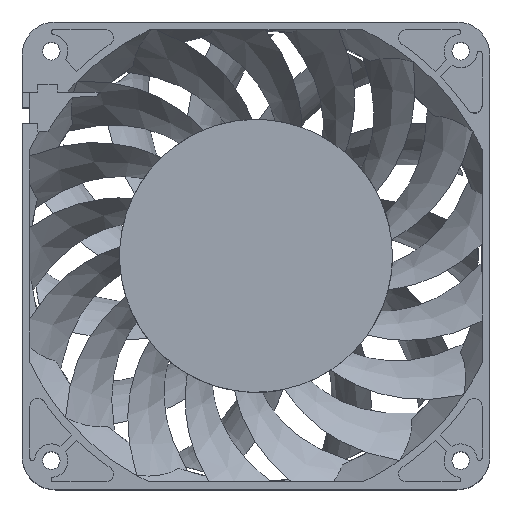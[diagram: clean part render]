
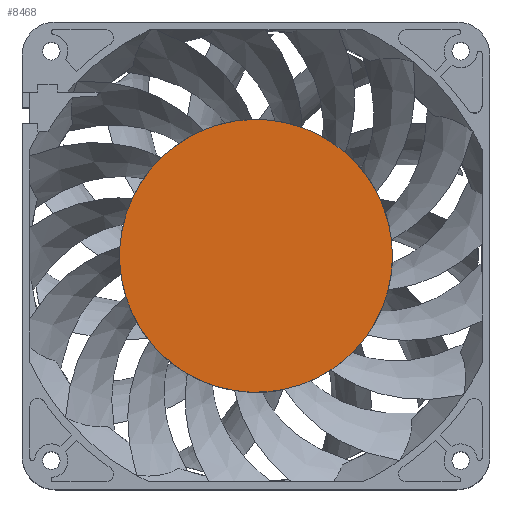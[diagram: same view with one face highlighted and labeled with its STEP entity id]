
A CAD part, top view. The second image highlights one B-rep face of the part: STEP entity #8468.
In plain terms, the highlighted planar face has unit normal (0, 0, 1).
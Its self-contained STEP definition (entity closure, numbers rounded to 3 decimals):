
#897=CARTESIAN_POINT('',(-13.508,32.288,13.993));
#1304=CARTESIAN_POINT('',(-17.628,-30.237,
13.993));
#1398=CARTESIAN_POINT('',(28.481,-20.343,13.993));
#1453=CARTESIAN_POINT('',(33.907,-8.677,13.993));
#1549=CARTESIAN_POINT('',(34.752,4.158,13.993));
#1627=CARTESIAN_POINT('',(30.904,16.43,13.993));
#1712=CARTESIAN_POINT('',(22.882,26.484,13.993));
#1808=CARTESIAN_POINT('',(11.77,32.962,13.993));
#1907=CARTESIAN_POINT('',(-0.932,34.988,
13.993));
#2095=CARTESIAN_POINT('',(19.209,-29.258,13.993));
#2151=CARTESIAN_POINT('',(0.,0.,13.993));
#2152=DIRECTION('',(0.,0.,-1.));
#2153=DIRECTION('',(0.969,-0.248,0.));
#2154=AXIS2_PLACEMENT_3D('',#2151,#2152,#2153);
#2156=CARTESIAN_POINT('',(0.,0.,13.993));
#2157=DIRECTION('',(0.,0.,-1.));
#2158=DIRECTION('',(0.814,-0.581,0.));
#2159=AXIS2_PLACEMENT_3D('',#2156,#2157,#2158);
#2161=CARTESIAN_POINT('',(0.,0.,13.993));
#2162=DIRECTION('',(0.,0.,-1.));
#2163=DIRECTION('',(0.707,-0.707,0.));
#2164=AXIS2_PLACEMENT_3D('',#2161,#2162,#2163);
#2166=CARTESIAN_POINT('',(0.,0.,13.993));
#2167=DIRECTION('',(0.,0.,-1.));
#2168=DIRECTION('',(0.549,-0.836,0.));
#2169=AXIS2_PLACEMENT_3D('',#2166,#2167,#2168);
#2171=CARTESIAN_POINT('',(0.,0.,13.993));
#2172=DIRECTION('',(0.,0.,-1.));
#2173=DIRECTION('',(0.21,-0.978,0.));
#2174=AXIS2_PLACEMENT_3D('',#2171,#2172,#2173);
#2176=CARTESIAN_POINT('',(0.,0.,13.993));
#2177=DIRECTION('',(0.,0.,-1.));
#2178=DIRECTION('',(-0.158,-0.988,0.));
#2179=AXIS2_PLACEMENT_3D('',#2176,#2177,#2178);
#2181=CARTESIAN_POINT('',(0.,0.,13.993));
#2182=DIRECTION('',(0.,0.,-1.));
#2183=DIRECTION('',(-0.504,-0.864,0.));
#2184=AXIS2_PLACEMENT_3D('',#2181,#2182,#2183);
#2186=CARTESIAN_POINT('',(0.,0.,13.993));
#2187=DIRECTION('',(0.,0.,-1.));
#2188=DIRECTION('',(-0.782,-0.624,0.));
#2189=AXIS2_PLACEMENT_3D('',#2186,#2187,#2188);
#2191=CARTESIAN_POINT('',(0.,0.,13.993));
#2192=DIRECTION('',(0.,0.,-1.));
#2193=DIRECTION('',(-0.954,-0.299,0.));
#2194=AXIS2_PLACEMENT_3D('',#2191,#2192,#2193);
#2196=CARTESIAN_POINT('',(0.,0.,13.993));
#2197=DIRECTION('',(0.,0.,-1.));
#2198=DIRECTION('',(-0.998,0.066,0.));
#2199=AXIS2_PLACEMENT_3D('',#2196,#2197,#2198);
#2201=CARTESIAN_POINT('',(0.,0.,13.993));
#2202=DIRECTION('',(0.,0.,-1.));
#2203=DIRECTION('',(-0.907,0.422,0.));
#2204=AXIS2_PLACEMENT_3D('',#2201,#2202,#2203);
#2206=CARTESIAN_POINT('',(0.,0.,13.993));
#2207=DIRECTION('',(0.,0.,-1.));
#2208=DIRECTION('',(-0.707,0.707,0.));
#2209=AXIS2_PLACEMENT_3D('',#2206,#2207,#2208);
#2211=CARTESIAN_POINT('',(0.,0.,13.993));
#2212=DIRECTION('',(0.,0.,-1.));
#2213=DIRECTION('',(-0.693,0.721,0.));
#2214=AXIS2_PLACEMENT_3D('',#2211,#2212,#2213);
#2216=CARTESIAN_POINT('',(0.,0.,13.993));
#2217=DIRECTION('',(0.,0.,-1.));
#2218=DIRECTION('',(-0.386,0.923,0.));
#2219=AXIS2_PLACEMENT_3D('',#2216,#2217,#2218);
#2221=CARTESIAN_POINT('',(0.,0.,13.993));
#2222=DIRECTION('',(0.,0.,-1.));
#2223=DIRECTION('',(-0.027,1.,0.));
#2224=AXIS2_PLACEMENT_3D('',#2221,#2222,#2223);
#2226=CARTESIAN_POINT('',(0.,0.,13.993));
#2227=DIRECTION('',(0.,0.,-1.));
#2228=DIRECTION('',(0.336,0.942,0.));
#2229=AXIS2_PLACEMENT_3D('',#2226,#2227,#2228);
#2231=CARTESIAN_POINT('',(0.,0.,13.993));
#2232=DIRECTION('',(0.,0.,-1.));
#2233=DIRECTION('',(0.654,0.757,0.));
#2234=AXIS2_PLACEMENT_3D('',#2231,#2232,#2233);
#2236=CARTESIAN_POINT('',(0.,0.,13.993));
#2237=DIRECTION('',(0.,0.,-1.));
#2238=DIRECTION('',(0.883,0.469,0.));
#2239=AXIS2_PLACEMENT_3D('',#2236,#2237,#2238);
#2241=CARTESIAN_POINT('',(0.,0.,13.993));
#2242=DIRECTION('',(0.,0.,-1.));
#2243=DIRECTION('',(0.993,0.119,0.));
#2244=AXIS2_PLACEMENT_3D('',#2241,#2242,#2243);
#5205=VERTEX_POINT('',#897);
#5343=VERTEX_POINT('',#1304);
#5403=VERTEX_POINT('',#1398);
#5408=VERTEX_POINT('',#1453);
#5412=VERTEX_POINT('',#1549);
#5415=VERTEX_POINT('',#1627);
#5419=VERTEX_POINT('',#1712);
#5424=VERTEX_POINT('',#1808);
#5429=VERTEX_POINT('',#1907);
#5431=CARTESIAN_POINT('',(-24.259,25.229,13.993));
#5432=VERTEX_POINT('',#5431);
#5438=CARTESIAN_POINT('',(24.749,-24.749,13.993));
#5439=VERTEX_POINT('',#5438);
#5441=VERTEX_POINT('',#2095);
#5446=CARTESIAN_POINT('',(-24.749,24.749,13.993));
#5447=VERTEX_POINT('',#5446);
#5448=CARTESIAN_POINT('',(-31.735,14.762,13.993));
#5449=VERTEX_POINT('',#5448);
#5451=CARTESIAN_POINT('',(-34.924,2.301,13.993));
#5452=VERTEX_POINT('',#5451);
#5454=CARTESIAN_POINT('',(-33.397,-10.47,
13.993));
#5455=VERTEX_POINT('',#5454);
#5457=CARTESIAN_POINT('',(-27.36,-21.827,
13.993));
#5458=VERTEX_POINT('',#5457);
#5460=CARTESIAN_POINT('',(-5.515,-34.563,
13.993));
#5461=VERTEX_POINT('',#5460);
#5463=CARTESIAN_POINT('',(7.343,-34.221,13.993));
#5464=VERTEX_POINT('',#5463);
#8442=CARTESIAN_POINT('',(0.,0.,13.993));
#8443=DIRECTION('',(0.,0.,1.));
#8444=DIRECTION('',(-0.707,0.707,0.));
#8445=AXIS2_PLACEMENT_3D('',#8442,#8443,#8444);
#8446=PLANE('',#8445);
#8447=ORIENTED_EDGE('',*,*,#8122,.T.);
#8448=ORIENTED_EDGE('',*,*,#8160,.T.);
#8449=ORIENTED_EDGE('',*,*,#8382,.T.);
#8450=ORIENTED_EDGE('',*,*,#8437,.T.);
#8451=ORIENTED_EDGE('',*,*,#8431,.T.);
#8452=ORIENTED_EDGE('',*,*,#8425,.T.);
#8453=ORIENTED_EDGE('',*,*,#8420,.T.);
#8454=ORIENTED_EDGE('',*,*,#8414,.T.);
#8455=ORIENTED_EDGE('',*,*,#8408,.T.);
#8456=ORIENTED_EDGE('',*,*,#8402,.T.);
#8457=ORIENTED_EDGE('',*,*,#8396,.T.);
#8458=ORIENTED_EDGE('',*,*,#8394,.T.);
#8459=ORIENTED_EDGE('',*,*,#8150,.T.);
#8460=ORIENTED_EDGE('',*,*,#8146,.T.);
#8461=ORIENTED_EDGE('',*,*,#8142,.T.);
#8462=ORIENTED_EDGE('',*,*,#8138,.T.);
#8463=ORIENTED_EDGE('',*,*,#8134,.T.);
#8464=ORIENTED_EDGE('',*,*,#8130,.T.);
#8465=ORIENTED_EDGE('',*,*,#8126,.T.);
#8466=EDGE_LOOP('',(#8447,#8448,#8449,#8450,#8451,#8452,#8453,#8454,#8455,#8456,
#8457,#8458,#8459,#8460,#8461,#8462,#8463,#8464,#8465));
#8467=FACE_OUTER_BOUND('',#8466,.F.);
#8468=ADVANCED_FACE('',(#8467),#8446,.T.);
#2155=CIRCLE('',#2154,35.);
#2160=CIRCLE('',#2159,35.);
#2165=CIRCLE('',#2164,35.);
#2170=CIRCLE('',#2169,35.);
#2175=CIRCLE('',#2174,35.);
#2180=CIRCLE('',#2179,35.);
#2185=CIRCLE('',#2184,35.);
#2190=CIRCLE('',#2189,35.);
#2195=CIRCLE('',#2194,35.);
#2200=CIRCLE('',#2199,35.);
#2205=CIRCLE('',#2204,35.);
#2210=CIRCLE('',#2209,35.);
#2215=CIRCLE('',#2214,35.);
#2220=CIRCLE('',#2219,35.);
#2225=CIRCLE('',#2224,35.);
#2230=CIRCLE('',#2229,35.);
#2235=CIRCLE('',#2234,35.);
#2240=CIRCLE('',#2239,35.);
#2245=CIRCLE('',#2244,35.);
#8122=EDGE_CURVE('',#5408,#5403,#2155,.T.);
#8126=EDGE_CURVE('',#5412,#5408,#2245,.T.);
#8130=EDGE_CURVE('',#5415,#5412,#2240,.T.);
#8134=EDGE_CURVE('',#5419,#5415,#2235,.T.);
#8138=EDGE_CURVE('',#5424,#5419,#2230,.T.);
#8142=EDGE_CURVE('',#5429,#5424,#2225,.T.);
#8146=EDGE_CURVE('',#5205,#5429,#2220,.T.);
#8150=EDGE_CURVE('',#5432,#5205,#2215,.T.);
#8160=EDGE_CURVE('',#5403,#5439,#2160,.T.);
#8382=EDGE_CURVE('',#5439,#5441,#2165,.T.);
#8394=EDGE_CURVE('',#5447,#5432,#2210,.T.);
#8396=EDGE_CURVE('',#5449,#5447,#2205,.T.);
#8402=EDGE_CURVE('',#5452,#5449,#2200,.T.);
#8408=EDGE_CURVE('',#5455,#5452,#2195,.T.);
#8414=EDGE_CURVE('',#5458,#5455,#2190,.T.);
#8420=EDGE_CURVE('',#5343,#5458,#2185,.T.);
#8425=EDGE_CURVE('',#5461,#5343,#2180,.T.);
#8431=EDGE_CURVE('',#5464,#5461,#2175,.T.);
#8437=EDGE_CURVE('',#5441,#5464,#2170,.T.);
